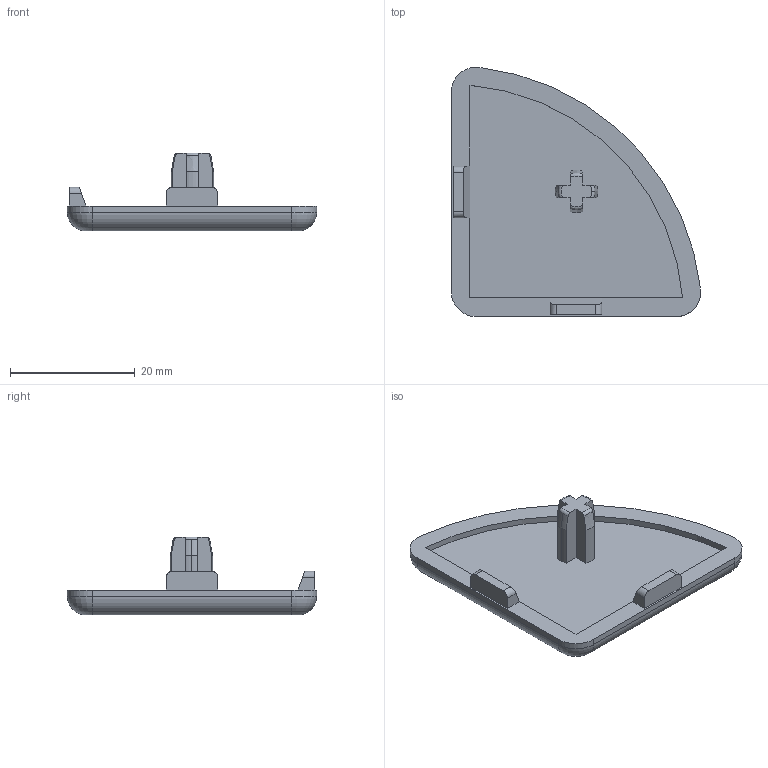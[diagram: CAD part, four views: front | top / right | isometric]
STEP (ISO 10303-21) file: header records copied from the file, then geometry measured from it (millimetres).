
FILE_DESCRIPTION (( 'STEP AP203' ), '1' );
FILE_NAME ('Accessories for aluminium profiles091320.step', '2015-11-23T16:35:40', ( '' ), ( '' ), 'SwSTEP 2.0', 'SolidWorks 2015', '' );
FILE_SCHEMA (( 'CONFIG_CONTROL_DESIGN' ));
Length unit declared in the file: millimetre
Products named in the file (1): Accessories for aluminium profiles091320
Bounding box: 40.03 x 40.02 x 12.5 mm (x, y, z)
Volume: 4224.9 mm3; surface area: 3355.3 mm2
Topology: 1 solids, 1 shells, 57 faces, 148 edges, 95 vertices
Faces by surface type: plane 26, cylinder 16, torus 10, cone 5
Entity records: 1852 total; most frequent: CARTESIAN_POINT 377, ORIENTED_EDGE 296, DIRECTION 293, EDGE_CURVE 148, AXIS2_PLACEMENT_3D 107, VERTEX_POINT 95, LINE 79, VECTOR 79
